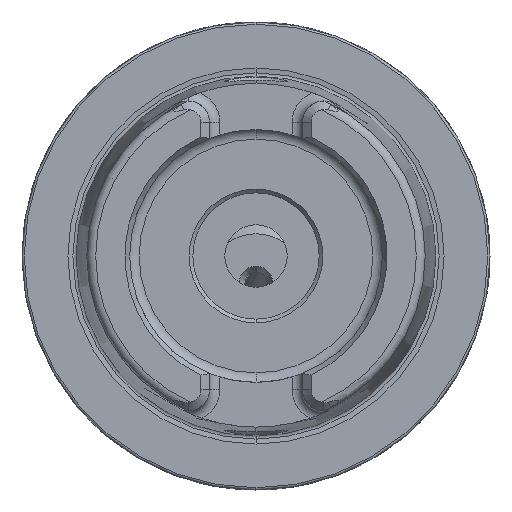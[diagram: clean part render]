
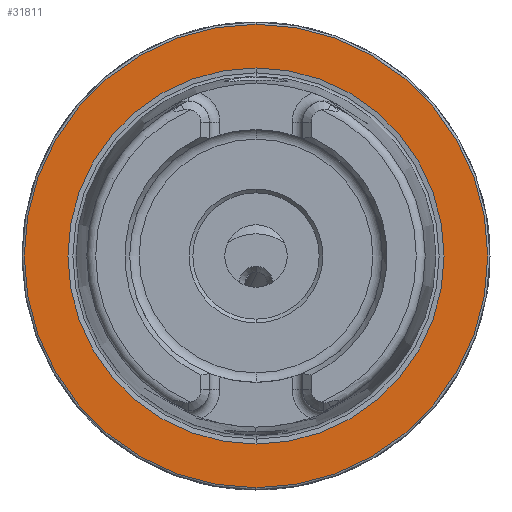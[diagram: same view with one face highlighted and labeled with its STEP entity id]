
A CAD part, left-side view. The second image highlights one B-rep face of the part: STEP entity #31811.
In plain terms, the highlighted planar face has unit normal (-1, 0, 0).
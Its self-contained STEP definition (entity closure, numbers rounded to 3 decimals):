
#1433 = CARTESIAN_POINT ( 'NONE',  ( 0., 0., 0. ) ) ;
#1850 = ORIENTED_EDGE ( 'NONE', *, *, #34607, .F. ) ;
#1899 = VERTEX_POINT ( 'NONE', #16612 ) ;
#2781 = CIRCLE ( 'NONE', #21214, 25.319 ) ;
#3816 = EDGE_LOOP ( 'NONE', ( #18738, #23805 ) ) ;
#4319 = DIRECTION ( 'NONE',  ( 0., 0., 1. ) ) ;
#4346 = FACE_OUTER_BOUND ( 'NONE', #3816, .T. ) ;
#4441 = CARTESIAN_POINT ( 'NONE',  ( 0., 0., 0. ) ) ;
#4803 = VERTEX_POINT ( 'NONE', #24614 ) ;
#5806 = AXIS2_PLACEMENT_3D ( 'NONE', #7401, #13133, #33386 ) ;
#7355 = DIRECTION ( 'NONE',  ( 0., 0., 1. ) ) ;
#7401 = CARTESIAN_POINT ( 'NONE',  ( 0., 31.2, 0. ) ) ;
#7631 = EDGE_LOOP ( 'NONE', ( #30693, #1850 ) ) ;
#8865 = CARTESIAN_POINT ( 'NONE',  ( 0., 0., 0. ) ) ;
#9012 = CIRCLE ( 'NONE', #30034, 25.319 ) ;
#9202 = DIRECTION ( 'NONE',  ( -1., 0., 0. ) ) ;
#9876 = VERTEX_POINT ( 'NONE', #31780 ) ;
#11082 = FACE_BOUND ( 'NONE', #7631, .T. ) ;
#11320 = AXIS2_PLACEMENT_3D ( 'NONE', #8865, #29015, #11731 ) ;
#11731 = DIRECTION ( 'NONE',  ( 0., 0., 1. ) ) ;
#13133 = DIRECTION ( 'NONE',  ( 1., 0., 0. ) ) ;
#13310 = EDGE_CURVE ( 'NONE', #9876, #4803, #18108, .T. ) ;
#13473 = VERTEX_POINT ( 'NONE', #15350 ) ;
#15350 = CARTESIAN_POINT ( 'NONE',  ( 0., 0., -25.319 ) ) ;
#16612 = CARTESIAN_POINT ( 'NONE',  ( 0., 0., 25.319 ) ) ;
#18108 = CIRCLE ( 'NONE', #11320, 31.2 ) ;
#18738 = ORIENTED_EDGE ( 'NONE', *, *, #28591, .T. ) ;
#19164 = AXIS2_PLACEMENT_3D ( 'NONE', #26411, #9202, #29348 ) ;
#21214 = AXIS2_PLACEMENT_3D ( 'NONE', #4441, #24533, #7355 ) ;
#21471 = DIRECTION ( 'NONE',  ( -1., 0., 0. ) ) ;
#21533 = CIRCLE ( 'NONE', #19164, 31.2 ) ;
#21648 = PLANE ( 'NONE',  #5806 ) ;
#23805 = ORIENTED_EDGE ( 'NONE', *, *, #13310, .T. ) ;
#24533 = DIRECTION ( 'NONE',  ( -1., 0., 0. ) ) ;
#24614 = CARTESIAN_POINT ( 'NONE',  ( 0., 0., 31.2 ) ) ;
#26411 = CARTESIAN_POINT ( 'NONE',  ( 0., 0., 0. ) ) ;
#28591 = EDGE_CURVE ( 'NONE', #4803, #9876, #21533, .T. ) ;
#29015 = DIRECTION ( 'NONE',  ( -1., 0., 0. ) ) ;
#29348 = DIRECTION ( 'NONE',  ( 0., 0., 1. ) ) ;
#30034 = AXIS2_PLACEMENT_3D ( 'NONE', #1433, #21471, #4319 ) ;
#30693 = ORIENTED_EDGE ( 'NONE', *, *, #35889, .F. ) ;
#31780 = CARTESIAN_POINT ( 'NONE',  ( 0., 0., -31.2 ) ) ;
#31811 = ADVANCED_FACE ( 'NONE', ( #11082, #4346 ), #21648, .F. ) ;
#33386 = DIRECTION ( 'NONE',  ( 0., 0., -1. ) ) ;
#34607 = EDGE_CURVE ( 'NONE', #13473, #1899, #2781, .T. ) ;
#35889 = EDGE_CURVE ( 'NONE', #1899, #13473, #9012, .T. ) ;
